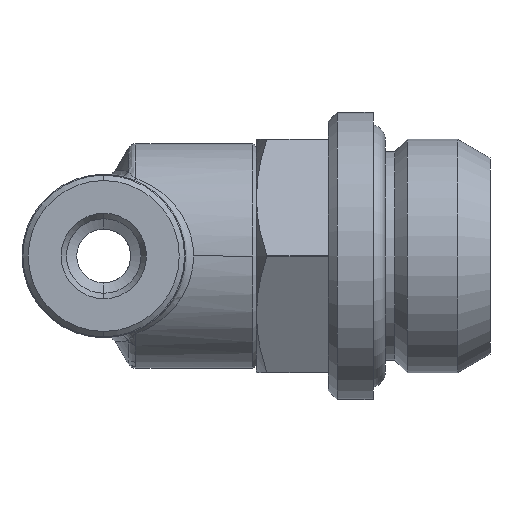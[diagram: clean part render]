
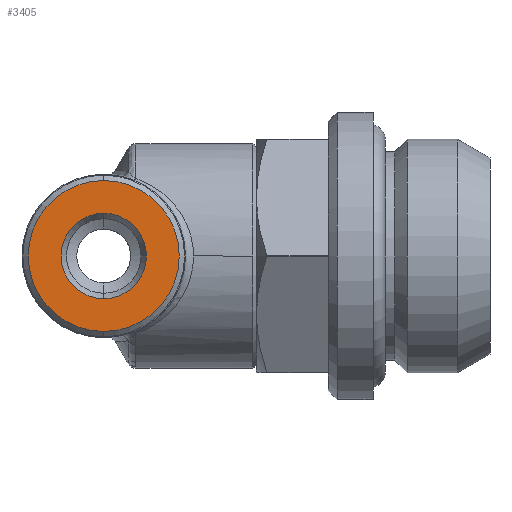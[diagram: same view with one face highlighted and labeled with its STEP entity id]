
A CAD part, left-side view. The second image highlights one B-rep face of the part: STEP entity #3405.
In plain terms, the highlighted planar face has unit normal (-1, 0, 0).
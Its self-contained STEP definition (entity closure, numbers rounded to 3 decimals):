
#137 = DIRECTION ( 'NONE',  ( 0., 0., -1. ) ) ;
#149 = DIRECTION ( 'NONE',  ( 1., 0., 0. ) ) ;
#150 = CARTESIAN_POINT ( 'NONE',  ( -19.6, 0., 0. ) ) ;
#151 = AXIS2_PLACEMENT_3D ( 'NONE', #150, #149, #137 ) ;
#152 = CIRCLE ( 'NONE', #151, 4.2 ) ;
#161 = DIRECTION ( 'NONE',  ( -1., 0., 0. ) ) ;
#163 = DIRECTION ( 'NONE',  ( 0., 0., 1. ) ) ;
#172 = PLANE ( 'NONE',  #223 ) ;
#178 = CARTESIAN_POINT ( 'NONE',  ( -19.6, 0., 4.2 ) ) ;
#180 = CARTESIAN_POINT ( 'NONE',  ( -19.6, 0., -4.2 ) ) ;
#222 = CARTESIAN_POINT ( 'NONE',  ( -19.6, 4.2, 0. ) ) ;
#223 = AXIS2_PLACEMENT_3D ( 'NONE', #222, #161, #163 ) ;
#250 = DIRECTION ( 'NONE',  ( 1., 0., 0. ) ) ;
#251 = AXIS2_PLACEMENT_3D ( 'NONE', #255, #250, #257 ) ;
#252 = CIRCLE ( 'NONE', #251, 2.375 ) ;
#255 = CARTESIAN_POINT ( 'NONE',  ( -19.6, 0., 0. ) ) ;
#257 = DIRECTION ( 'NONE',  ( 0., 0., -1. ) ) ;
#281 = CARTESIAN_POINT ( 'NONE',  ( -19.6, 0., -2.375 ) ) ;
#288 = CARTESIAN_POINT ( 'NONE',  ( -19.6, 0., 2.375 ) ) ;
#291 = CARTESIAN_POINT ( 'NONE',  ( -19.6, 0., 0. ) ) ;
#292 = AXIS2_PLACEMENT_3D ( 'NONE', #291, #320, #319 ) ;
#293 = CIRCLE ( 'NONE', #292, 2.375 ) ;
#319 = DIRECTION ( 'NONE',  ( 0., 0., -1. ) ) ;
#320 = DIRECTION ( 'NONE',  ( 1., 0., 0. ) ) ;
#386 = FACE_BOUND ( 'NONE', #3370, .T. ) ;
#388 = FACE_OUTER_BOUND ( 'NONE', #3355, .T. ) ;
#402 = DIRECTION ( 'NONE',  ( 0., 0., -1. ) ) ;
#403 = DIRECTION ( 'NONE',  ( 1., 0., 0. ) ) ;
#404 = CARTESIAN_POINT ( 'NONE',  ( -19.6, 0., 0. ) ) ;
#405 = AXIS2_PLACEMENT_3D ( 'NONE', #404, #403, #402 ) ;
#406 = CIRCLE ( 'NONE', #405, 4.2 ) ;
#3301 = EDGE_CURVE ( 'NONE', #3315, #3316, #152, .T. ) ;
#3315 = VERTEX_POINT ( 'NONE', #180 ) ;
#3316 = VERTEX_POINT ( 'NONE', #178 ) ;
#3327 = EDGE_CURVE ( 'NONE', #3333, #3337, #252, .T. ) ;
#3333 = VERTEX_POINT ( 'NONE', #281 ) ;
#3337 = VERTEX_POINT ( 'NONE', #288 ) ;
#3343 = EDGE_CURVE ( 'NONE', #3337, #3333, #293, .T. ) ;
#3355 = EDGE_LOOP ( 'NONE', ( #3362, #3389 ) ) ;
#3362 = ORIENTED_EDGE ( 'NONE', *, *, #3301, .F. ) ;
#3364 = ORIENTED_EDGE ( 'NONE', *, *, #3343, .T. ) ;
#3370 = EDGE_LOOP ( 'NONE', ( #3364, #3381 ) ) ;
#3381 = ORIENTED_EDGE ( 'NONE', *, *, #3327, .T. ) ;
#3389 = ORIENTED_EDGE ( 'NONE', *, *, #3413, .F. ) ;
#3405 = ADVANCED_FACE ( 'NONE', ( #386, #388 ), #172, .T. ) ;
#3413 = EDGE_CURVE ( 'NONE', #3316, #3315, #406, .T. ) ;
